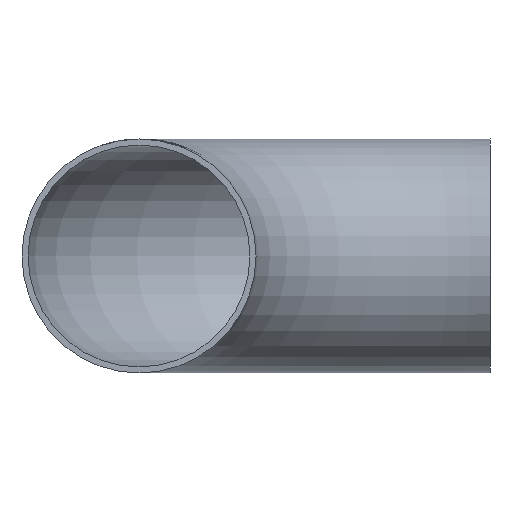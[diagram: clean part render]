
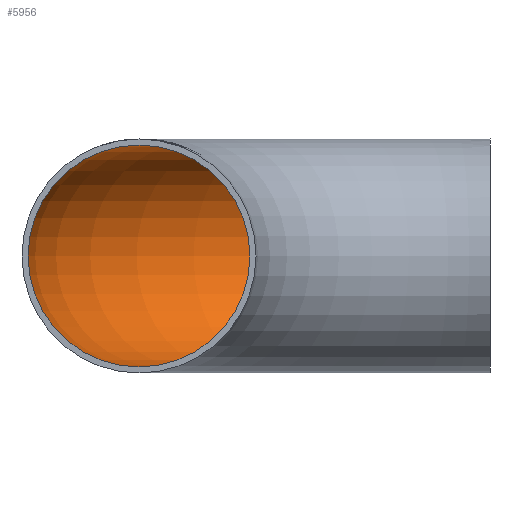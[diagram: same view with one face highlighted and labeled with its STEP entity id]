
A CAD part, front view. The second image highlights one B-rep face of the part: STEP entity #5956.
In plain terms, the highlighted toroidal (fillet/blend) face has major radius 95.25 mm and minor radius 30.099 mm.
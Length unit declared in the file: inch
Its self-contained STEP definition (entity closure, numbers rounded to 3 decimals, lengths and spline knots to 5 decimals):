
#15=CIRCLE('',#6126,1.185);
#16=CIRCLE('',#6127,1.185);
#48=FACE_BOUND('',#1649,.T.);
#1285=FACE_OUTER_BOUND('',#1648,.T.);
#1648=EDGE_LOOP('',(#5559));
#1649=EDGE_LOOP('',(#5560));
#2857=VERTEX_POINT('',#13662);
#2858=VERTEX_POINT('',#13664);
#3761=EDGE_CURVE('',#2857,#2857,#15,.T.);
#3762=EDGE_CURVE('',#2858,#2858,#16,.T.);
#5559=ORIENTED_EDGE('',*,*,#3761,.F.);
#5560=ORIENTED_EDGE('',*,*,#3762,.F.);
#5601=TOROIDAL_SURFACE('',#6125,3.75,1.185);
#5956=ADVANCED_FACE('',(#1285,#48),#5601,.F.);
#6125=AXIS2_PLACEMENT_3D('',#13661,#6757,#6758);
#6126=AXIS2_PLACEMENT_3D('',#13663,#6759,#6760);
#6127=AXIS2_PLACEMENT_3D('',#13665,#6761,#6762);
#6757=DIRECTION('center_axis',(0.,0.,-1.));
#6758=DIRECTION('ref_axis',(-1.,0.,0.));
#6759=DIRECTION('center_axis',(-1.,0.,0.));
#6760=DIRECTION('ref_axis',(0.,1.,0.));
#6761=DIRECTION('center_axis',(0.,1.,0.));
#6762=DIRECTION('ref_axis',(-1.,0.,0.));
#13661=CARTESIAN_POINT('Origin',(3.75,0.,0.));
#13662=CARTESIAN_POINT('',(3.75,4.935,0.));
#13663=CARTESIAN_POINT('Origin',(3.75,3.75,0.));
#13664=CARTESIAN_POINT('',(-1.185,0.,0.));
#13665=CARTESIAN_POINT('Origin',(0.,0.,0.));
